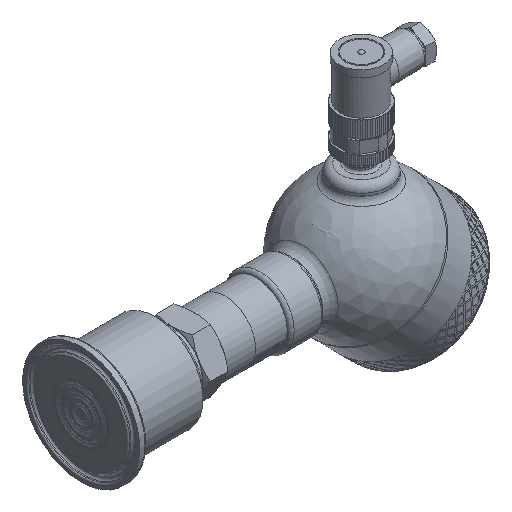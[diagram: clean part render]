
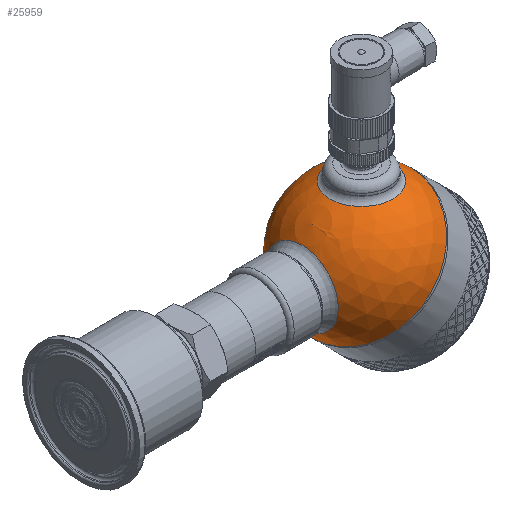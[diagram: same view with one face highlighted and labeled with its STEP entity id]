
A CAD part, isometric view. The second image highlights one B-rep face of the part: STEP entity #25959.
In plain terms, the highlighted spherical face has radius 30 mm.
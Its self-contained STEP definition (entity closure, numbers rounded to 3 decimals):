
#39=SPHERICAL_SURFACE('',#27577,30.);
#117=FACE_BOUND('',#3679,.T.);
#118=FACE_BOUND('',#3680,.T.);
#1963=FACE_OUTER_BOUND('',#3678,.T.);
#3678=EDGE_LOOP('',(#18988,#18989,#18990,#18991));
#3679=EDGE_LOOP('',(#18992));
#3680=EDGE_LOOP('',(#18993));
#5284=CIRCLE('',#27574,15.643);
#5287=CIRCLE('',#27578,30.);
#5288=CIRCLE('',#27579,30.);
#5289=CIRCLE('',#27580,30.);
#5290=CIRCLE('',#27581,13.5);
#10659=VERTEX_POINT('',#49704);
#10661=VERTEX_POINT('',#49710);
#10662=VERTEX_POINT('',#49711);
#10663=VERTEX_POINT('',#49713);
#10664=VERTEX_POINT('',#49716);
#13769=EDGE_CURVE('',#10659,#10659,#5284,.T.);
#13772=EDGE_CURVE('',#10661,#10662,#5287,.T.);
#13773=EDGE_CURVE('',#10661,#10663,#5288,.T.);
#13774=EDGE_CURVE('',#10662,#10661,#5289,.T.);
#13775=EDGE_CURVE('',#10664,#10664,#5290,.T.);
#18988=ORIENTED_EDGE('',*,*,#13772,.F.);
#18989=ORIENTED_EDGE('',*,*,#13773,.T.);
#18990=ORIENTED_EDGE('',*,*,#13773,.F.);
#18991=ORIENTED_EDGE('',*,*,#13774,.F.);
#18992=ORIENTED_EDGE('',*,*,#13769,.F.);
#18993=ORIENTED_EDGE('',*,*,#13775,.F.);
#25959=ADVANCED_FACE('',(#1963,#117,#118),#39,.T.);
#27574=AXIS2_PLACEMENT_3D('',#49705,#29780,#29781);
#27577=AXIS2_PLACEMENT_3D('',#49709,#29786,#29787);
#27578=AXIS2_PLACEMENT_3D('',#49712,#29788,#29789);
#27579=AXIS2_PLACEMENT_3D('',#49714,#29790,#29791);
#27580=AXIS2_PLACEMENT_3D('',#49715,#29792,#29793);
#27581=AXIS2_PLACEMENT_3D('',#49717,#29794,#29795);
#29780=DIRECTION('center_axis',(-0.707,0.,0.707));
#29781=DIRECTION('ref_axis',(0.707,0.,0.707));
#29786=DIRECTION('center_axis',(1.,0.,0.));
#29787=DIRECTION('ref_axis',(0.,-1.,0.));
#29788=DIRECTION('center_axis',(1.,0.,0.));
#29789=DIRECTION('ref_axis',(0.,1.,0.));
#29790=DIRECTION('center_axis',(0.,0.,1.));
#29791=DIRECTION('ref_axis',(0.,1.,0.));
#29792=DIRECTION('center_axis',(1.,0.,0.));
#29793=DIRECTION('ref_axis',(0.,1.,0.));
#29794=DIRECTION('center_axis',(-0.707,0.,-0.707));
#29795=DIRECTION('ref_axis',(-0.707,0.,0.707));
#49704=CARTESIAN_POINT('',(-29.162,0.,7.04));
#49705=CARTESIAN_POINT('Origin',(-18.101,0.,18.101));
#49709=CARTESIAN_POINT('Origin',(0.,0.,0.));
#49710=CARTESIAN_POINT('',(0.,30.,0.));
#49711=CARTESIAN_POINT('',(0.,-30.,0.));
#49712=CARTESIAN_POINT('Origin',(0.,0.,0.));
#49713=CARTESIAN_POINT('',(-30.,0.,0.));
#49714=CARTESIAN_POINT('Origin',(0.,0.,0.));
#49715=CARTESIAN_POINT('Origin',(0.,0.,0.));
#49716=CARTESIAN_POINT('',(-9.398,0.,-28.49));
#49717=CARTESIAN_POINT('Origin',(-18.944,0.,-18.944));
